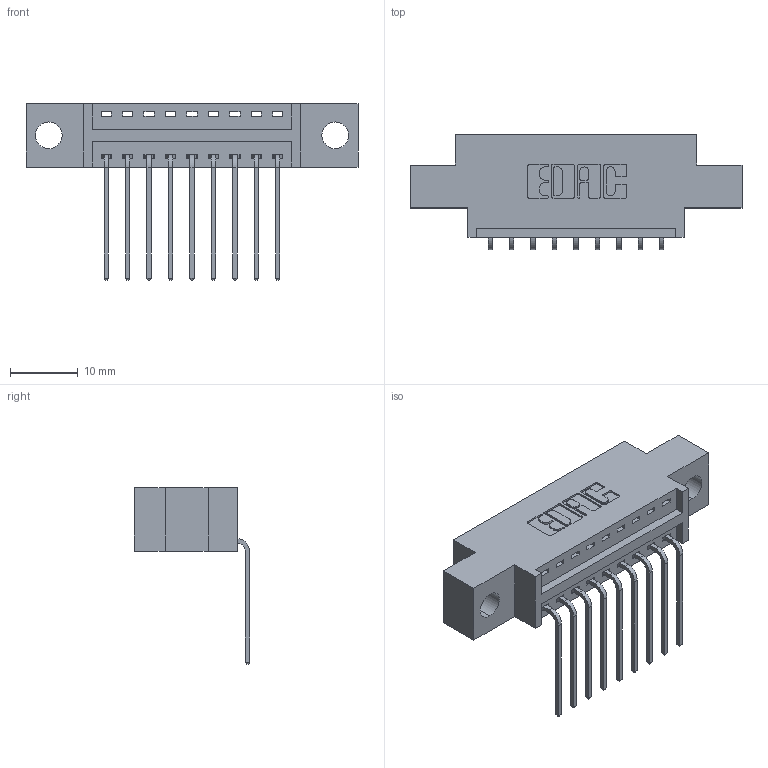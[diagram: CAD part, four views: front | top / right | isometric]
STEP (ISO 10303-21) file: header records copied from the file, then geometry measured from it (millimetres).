
FILE_DESCRIPTION (( 'STEP AP203' ), '1' );
FILE_NAME ('346-009-559-604.STEP', '2018-08-17T06:05:35', ( '' ), ( '' ), 'SwSTEP 2.0', 'SolidWorks 2016', '' );
FILE_SCHEMA (( 'CONFIG_CONTROL_DESIGN' ));
Length unit declared in the file: inch
Products named in the file (3): 346 Part_0.170 Offset - 0.156 Dia-TH; 345-292-001_558 559 Tail - 1; 346-009-559-604
Assembly tree (10 placements, depth 2):
  346-009-559-604
    346 Part_0.170 Offset - 0.156 Dia-TH
    345-292-001_558 559 Tail - 1  x9
Bounding box: 49.15 x 17.08 x 26.16 mm (x, y, z)
Volume: 4264.8 mm3; surface area: 5118.5 mm2
Topology: 10 solids, 10 shells, 666 faces, 1979 edges, 1306 vertices
Faces by surface type: plane 458, cylinder 208
Entity records: 10247 total; most frequent: CARTESIAN_POINT 1775, ORIENTED_EDGE 1718, DIRECTION 1605, EDGE_CURVE 859, LINE 691, VECTOR 691, VERTEX_POINT 570, AXIS2_PLACEMENT_3D 457
